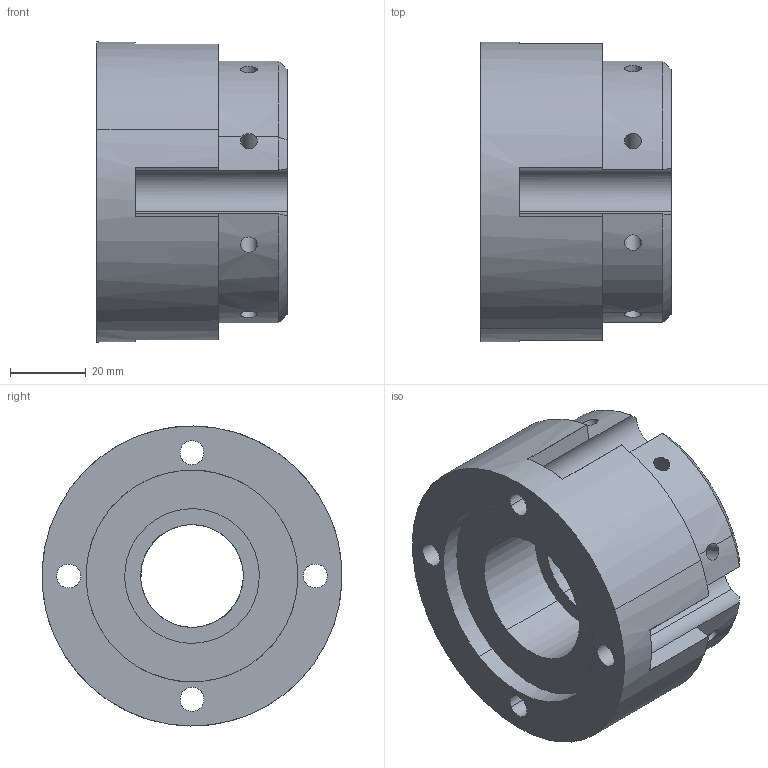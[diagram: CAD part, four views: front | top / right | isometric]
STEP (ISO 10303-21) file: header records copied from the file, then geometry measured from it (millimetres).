
FILE_DESCRIPTION(/* description */ (''),/* implementation_level */ '2;1');
FILE_NAME(/* name */ 'TubeTop',/* time_stamp */ '2025-08-16T00:15:11-04:00',/* author */ (''),/* organization */ (''),/* preprocessor_version */ 'ST-DEVELOPER v16.5',/* originating_system */ 'Rhino 7.38',/* authorisation */ '');
FILE_SCHEMA (('CONFIG_CONTROL_DESIGN'));
Length unit declared in the file: millimetre
Products named in the file (1): Document
Bounding box: 50.04 x 78.9 x 78.97 mm (x, y, z)
Volume: 157420.8 mm3; surface area: 30686.5 mm2
Topology: 1 solids, 1 shells, 91 faces, 251 edges, 161 vertices
Faces by surface type: cylinder 45, plane 36, bspline 10
Entity records: 3444 total; most frequent: CARTESIAN_POINT 1761, ORIENTED_EDGE 502, EDGE_CURVE 251, VERTEX_POINT 161, B_SPLINE_CURVE_WITH_KNOTS 123, EDGE_LOOP 116, ADVANCED_FACE 91, FACE_OUTER_BOUND 91
